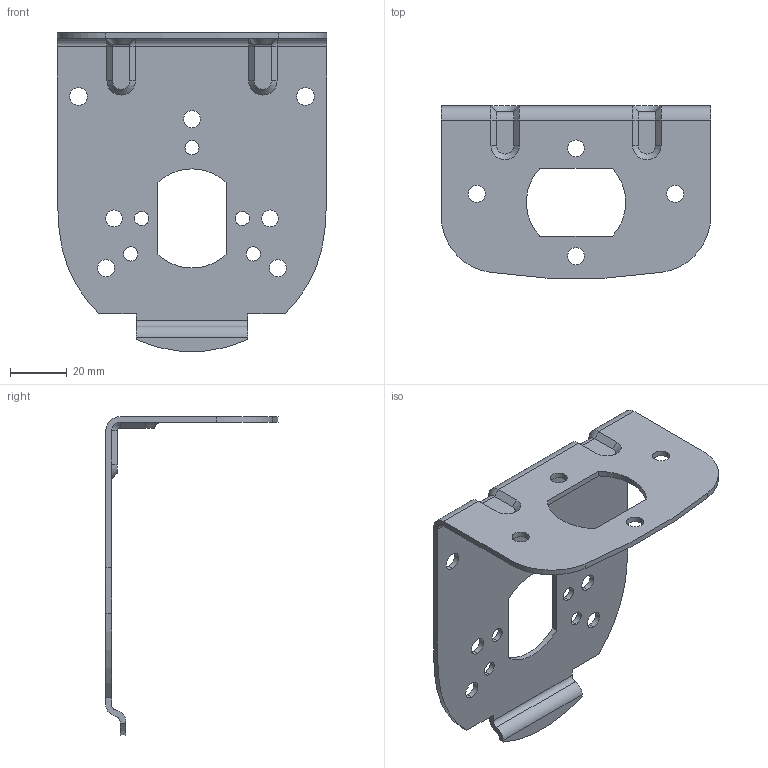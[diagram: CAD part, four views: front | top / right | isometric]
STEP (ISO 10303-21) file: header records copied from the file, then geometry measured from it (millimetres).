
FILE_DESCRIPTION (( 'STEP AP203' ), '1' );
FILE_NAME ('SZK-102.step', '2025-02-24T17:16:28', ( '' ), ( '' ), 'SwSTEP 2.0', 'SolidWorks 2024', '' );
FILE_SCHEMA (( 'CONFIG_CONTROL_DESIGN' ));
Length unit declared in the file: millimetre
Products named in the file (1): SZK-102
Bounding box: 95 x 60.74 x 112.32 mm (x, y, z)
Volume: 25625.5 mm3; surface area: 27822.1 mm2
Topology: 1 solids, 1 shells, 116 faces, 310 edges, 196 vertices
Faces by surface type: cylinder 60, plane 40, cone 16
Entity records: 3783 total; most frequent: DIRECTION 680, CARTESIAN_POINT 623, ORIENTED_EDGE 620, EDGE_CURVE 310, AXIS2_PLACEMENT_3D 253, VERTEX_POINT 196, VECTOR 174, LINE 174
